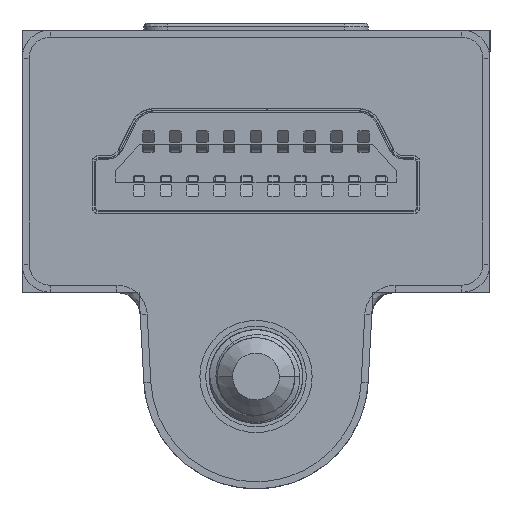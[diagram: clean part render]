
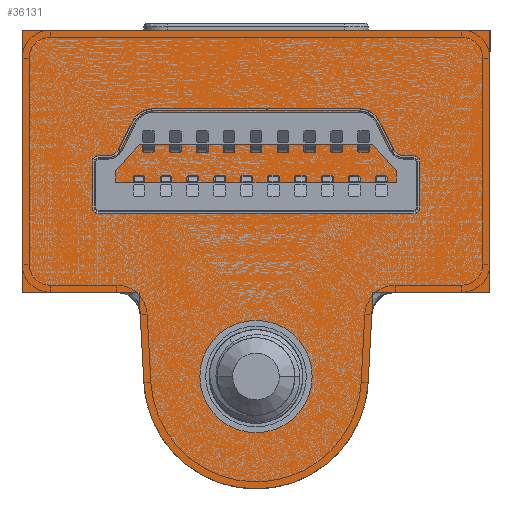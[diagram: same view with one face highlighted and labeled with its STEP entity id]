
A CAD part, front view. The second image highlights one B-rep face of the part: STEP entity #36131.
In plain terms, the highlighted face is planar.
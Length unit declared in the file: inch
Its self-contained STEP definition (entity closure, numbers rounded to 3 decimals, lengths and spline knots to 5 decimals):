
#1174 = VECTOR ( 'NONE', #58931, 39.37008 ) ;
#1210 = CARTESIAN_POINT ( 'NONE',  ( 0.3937, 0., -0.22047 ) ) ;
#4567 = VERTEX_POINT ( 'NONE', #32456 ) ;
#5010 = VERTEX_POINT ( 'NONE', #9375 ) ;
#5466 = EDGE_CURVE ( 'NONE', #52650, #12214, #16233, .T. ) ;
#5569 = VERTEX_POINT ( 'NONE', #55524 ) ;
#6038 = FACE_OUTER_BOUND ( 'NONE', #7477, .T. ) ;
#6176 = EDGE_CURVE ( 'NONE', #30884, #29827, #42568, .T. ) ;
#6846 = CIRCLE ( 'NONE', #52855, 0.18898 ) ;
#7422 = LINE ( 'NONE', #61181, #18058 ) ;
#7477 = EDGE_LOOP ( 'NONE', ( #58287, #33678, #37783, #10204, #28891, #35529, #53566, #11893 ) ) ;
#8152 = LINE ( 'NONE', #24342, #55228 ) ;
#8587 = EDGE_CURVE ( 'NONE', #9931, #4567, #6846, .T. ) ;
#9375 = CARTESIAN_POINT ( 'NONE',  ( -0.3937, 0., 0.22047 ) ) ;
#9931 = VERTEX_POINT ( 'NONE', #49911 ) ;
#10204 = ORIENTED_EDGE ( 'NONE', *, *, #31290, .T. ) ;
#10811 = VECTOR ( 'NONE', #12574, 39.37008 ) ;
#10944 = CARTESIAN_POINT ( 'NONE',  ( 0.3937, 0., -0.22047 ) ) ;
#11026 = CARTESIAN_POINT ( 'NONE',  ( 0., 0., -0.3622 ) ) ;
#11893 = ORIENTED_EDGE ( 'NONE', *, *, #22550, .F. ) ;
#12214 = VERTEX_POINT ( 'NONE', #40683 ) ;
#12409 = LINE ( 'NONE', #1210, #66886 ) ;
#12574 = DIRECTION ( 'NONE',  ( -0.054, 0., -0.999 ) ) ;
#16233 = LINE ( 'NONE', #37626, #20650 ) ;
#16923 = DIRECTION ( 'NONE',  ( 0., 0., 1. ) ) ;
#17964 = VECTOR ( 'NONE', #48597, 39.37008 ) ;
#18058 = VECTOR ( 'NONE', #50307, 39.37008 ) ;
#19380 = DIRECTION ( 'NONE',  ( -1., 0., 0. ) ) ;
#19959 = ORIENTED_EDGE ( 'NONE', *, *, #6176, .T. ) ;
#20650 = VECTOR ( 'NONE', #59081, 39.37008 ) ;
#20904 = CARTESIAN_POINT ( 'NONE',  ( 0., 0., -0.26772 ) ) ;
#21493 = DIRECTION ( 'NONE',  ( 0., 1., 0. ) ) ;
#22550 = EDGE_CURVE ( 'NONE', #5010, #48594, #63301, .T. ) ;
#23373 = EDGE_CURVE ( 'NONE', #4567, #62897, #7422, .T. ) ;
#24342 = CARTESIAN_POINT ( 'NONE',  ( 0., 0., 0.22047 ) ) ;
#25591 = CARTESIAN_POINT ( 'NONE',  ( 0.3937, 0., -0.22047 ) ) ;
#27145 = CARTESIAN_POINT ( 'NONE',  ( -0.3937, 0., -0.22047 ) ) ;
#28751 = CARTESIAN_POINT ( 'NONE',  ( 0.19685, 0., -0.22047 ) ) ;
#28891 = ORIENTED_EDGE ( 'NONE', *, *, #8587, .T. ) ;
#29115 = AXIS2_PLACEMENT_3D ( 'NONE', #11026, #65772, #53583 ) ;
#29827 = VERTEX_POINT ( 'NONE', #20904 ) ;
#30884 = VERTEX_POINT ( 'NONE', #33404 ) ;
#31290 = EDGE_CURVE ( 'NONE', #12214, #9931, #66290, .T. ) ;
#32079 = EDGE_CURVE ( 'NONE', #5569, #52650, #12409, .T. ) ;
#32395 = PLANE ( 'NONE',  #38120 ) ;
#32456 = CARTESIAN_POINT ( 'NONE',  ( -0.18871, 0., -0.37233 ) ) ;
#32708 = CARTESIAN_POINT ( 'NONE',  ( -0.3937, 0., -0.22047 ) ) ;
#33404 = CARTESIAN_POINT ( 'NONE',  ( 0., 0., -0.45669 ) ) ;
#33678 = ORIENTED_EDGE ( 'NONE', *, *, #32079, .T. ) ;
#35039 = CARTESIAN_POINT ( 'NONE',  ( -0.19685, 0., -0.22047 ) ) ;
#35457 = CIRCLE ( 'NONE', #37714, 0.09449 ) ;
#35529 = ORIENTED_EDGE ( 'NONE', *, *, #23373, .T. ) ;
#36131 = ADVANCED_FACE ( 'NONE', ( #38666, #6038 ), #32395, .T. ) ;
#36397 = DIRECTION ( 'NONE',  ( 0., -1., 0. ) ) ;
#36442 = LINE ( 'NONE', #25591, #1174 ) ;
#37439 = DIRECTION ( 'NONE',  ( 0., 0., 1. ) ) ;
#37626 = CARTESIAN_POINT ( 'NONE',  ( 0.3937, 0., -0.22047 ) ) ;
#37714 = AXIS2_PLACEMENT_3D ( 'NONE', #53999, #36397, #37439 ) ;
#37783 = ORIENTED_EDGE ( 'NONE', *, *, #5466, .T. ) ;
#38120 = AXIS2_PLACEMENT_3D ( 'NONE', #10944, #21493, #16923 ) ;
#38666 = FACE_BOUND ( 'NONE', #41576, .T. ) ;
#40170 = EDGE_CURVE ( 'NONE', #5569, #5010, #8152, .T. ) ;
#40683 = CARTESIAN_POINT ( 'NONE',  ( 0.19685, 0., -0.22047 ) ) ;
#41576 = EDGE_LOOP ( 'NONE', ( #60213, #19959 ) ) ;
#41878 = CARTESIAN_POINT ( 'NONE',  ( 0.3937, 0., -0.22047 ) ) ;
#42568 = CIRCLE ( 'NONE', #29115, 0.09449 ) ;
#45675 = EDGE_CURVE ( 'NONE', #29827, #30884, #35457, .T. ) ;
#47896 = CARTESIAN_POINT ( 'NONE',  ( 0., 0., -0.3622 ) ) ;
#48594 = VERTEX_POINT ( 'NONE', #32708 ) ;
#48597 = DIRECTION ( 'NONE',  ( 0., 0., -1. ) ) ;
#49911 = CARTESIAN_POINT ( 'NONE',  ( 0.18871, 0., -0.37233 ) ) ;
#50307 = DIRECTION ( 'NONE',  ( -0.054, 0., 0.999 ) ) ;
#52650 = VERTEX_POINT ( 'NONE', #41878 ) ;
#52816 = DIRECTION ( 'NONE',  ( 0., 1., 0. ) ) ;
#52855 = AXIS2_PLACEMENT_3D ( 'NONE', #47896, #52816, #58058 ) ;
#53566 = ORIENTED_EDGE ( 'NONE', *, *, #65044, .T. ) ;
#53583 = DIRECTION ( 'NONE',  ( 0., 0., 1. ) ) ;
#53999 = CARTESIAN_POINT ( 'NONE',  ( 0., 0., -0.3622 ) ) ;
#55228 = VECTOR ( 'NONE', #19380, 39.37008 ) ;
#55524 = CARTESIAN_POINT ( 'NONE',  ( 0.3937, 0., 0.22047 ) ) ;
#58058 = DIRECTION ( 'NONE',  ( 0., 0., 1. ) ) ;
#58287 = ORIENTED_EDGE ( 'NONE', *, *, #40170, .F. ) ;
#58931 = DIRECTION ( 'NONE',  ( -1., 0., 0. ) ) ;
#59081 = DIRECTION ( 'NONE',  ( -1., 0., 0. ) ) ;
#60213 = ORIENTED_EDGE ( 'NONE', *, *, #45675, .T. ) ;
#61181 = CARTESIAN_POINT ( 'NONE',  ( -0.18871, 0., -0.37233 ) ) ;
#62897 = VERTEX_POINT ( 'NONE', #35039 ) ;
#63301 = LINE ( 'NONE', #27145, #17964 ) ;
#65044 = EDGE_CURVE ( 'NONE', #62897, #48594, #36442, .T. ) ;
#65420 = DIRECTION ( 'NONE',  ( 0., 0., -1. ) ) ;
#65772 = DIRECTION ( 'NONE',  ( 0., -1., 0. ) ) ;
#66290 = LINE ( 'NONE', #28751, #10811 ) ;
#66886 = VECTOR ( 'NONE', #65420, 39.37008 ) ;
